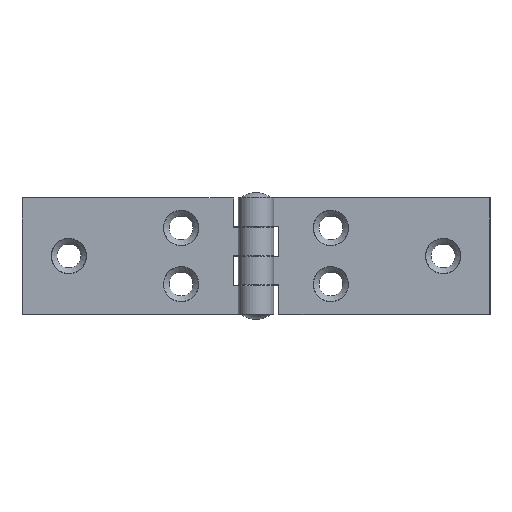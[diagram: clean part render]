
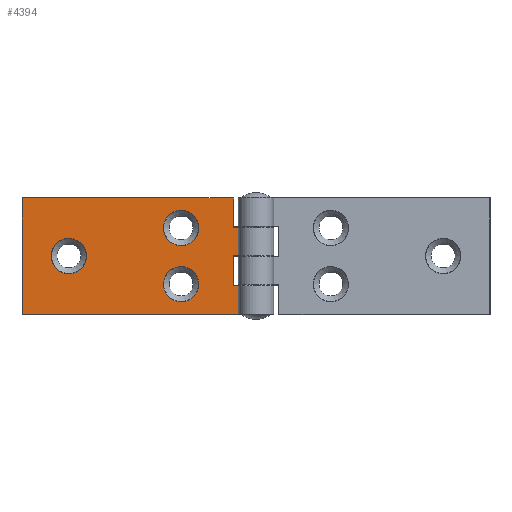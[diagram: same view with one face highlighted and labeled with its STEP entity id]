
A CAD part, top view. The second image highlights one B-rep face of the part: STEP entity #4394.
In plain terms, the highlighted planar face has unit normal (0, 0, 1).
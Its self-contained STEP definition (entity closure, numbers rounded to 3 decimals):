
#4 = DIRECTION ( 'NONE',  ( 0., 1., 0. ) ) ;
#39 = EDGE_CURVE ( 'NONE', #1486, #3345, #1908, .T. ) ;
#65 = DIRECTION ( 'NONE',  ( 0., 0., -1. ) ) ;
#107 = CARTESIAN_POINT ( 'NONE',  ( 45.1, 12.5, 1.2 ) ) ;
#141 = DIRECTION ( 'NONE',  ( 0., 0., 1. ) ) ;
#239 = VERTEX_POINT ( 'NONE', #1163 ) ;
#277 = DIRECTION ( 'NONE',  ( 0., 0., 1. ) ) ;
#303 = DIRECTION ( 'NONE',  ( 1., 0., 0. ) ) ;
#391 = AXIS2_PLACEMENT_3D ( 'NONE', #4805, #2906, #1434 ) ;
#393 = DIRECTION ( 'NONE',  ( -1., 0., 0. ) ) ;
#420 = CARTESIAN_POINT ( 'NONE',  ( 6.209, 0., 1.2 ) ) ;
#440 = DIRECTION ( 'NONE',  ( -1., 0., 0. ) ) ;
#490 = ORIENTED_EDGE ( 'NONE', *, *, #684, .F. ) ;
#497 = CARTESIAN_POINT ( 'NONE',  ( 10., 0., 1.2 ) ) ;
#522 = CARTESIAN_POINT ( 'NONE',  ( 45.3, 6.35, 1.2 ) ) ;
#523 = DIRECTION ( 'NONE',  ( -1., 0., 0. ) ) ;
#525 = VECTOR ( 'NONE', #3045, 1000. ) ;
#571 = CARTESIAN_POINT ( 'NONE',  ( 0.1, -12.4, 1.2 ) ) ;
#608 = CARTESIAN_POINT ( 'NONE',  ( 45.1, -0.1, 1.2 ) ) ;
#633 = CIRCLE ( 'NONE', #1093, 0.2 ) ;
#641 = VECTOR ( 'NONE', #1986, 1000. ) ;
#684 = EDGE_CURVE ( 'NONE', #1913, #3345, #4207, .T. ) ;
#713 = ORIENTED_EDGE ( 'NONE', *, *, #3072, .T. ) ;
#761 = LINE ( 'NONE', #3543, #4542 ) ;
#762 = DIRECTION ( 'NONE',  ( 0., -1., 0. ) ) ;
#802 = EDGE_CURVE ( 'NONE', #1913, #2759, #3600, .T. ) ;
#834 = DIRECTION ( 'NONE',  ( -1., 0., 0. ) ) ;
#884 = LINE ( 'NONE', #4926, #4795 ) ;
#896 = ORIENTED_EDGE ( 'NONE', *, *, #2744, .T. ) ;
#1011 = CARTESIAN_POINT ( 'NONE',  ( 45.2, 0.1, 1.2 ) ) ;
#1077 = VERTEX_POINT ( 'NONE', #2121 ) ;
#1093 = AXIS2_PLACEMENT_3D ( 'NONE', #2857, #277, #4787 ) ;
#1163 = CARTESIAN_POINT ( 'NONE',  ( 30.209, -6., 1.2 ) ) ;
#1184 = CARTESIAN_POINT ( 'NONE',  ( 45.2, 6.15, 1.2 ) ) ;
#1199 = ORIENTED_EDGE ( 'NONE', *, *, #4251, .F. ) ;
#1235 = CARTESIAN_POINT ( 'NONE',  ( 45.1, 6.35, 1.2 ) ) ;
#1306 = ORIENTED_EDGE ( 'NONE', *, *, #802, .T. ) ;
#1331 = EDGE_LOOP ( 'NONE', ( #2645 ) ) ;
#1367 = CARTESIAN_POINT ( 'NONE',  ( 45.3, 0.1, 1.2 ) ) ;
#1434 = DIRECTION ( 'NONE',  ( -1., 0., 0. ) ) ;
#1486 = VERTEX_POINT ( 'NONE', #4363 ) ;
#1530 = FACE_BOUND ( 'NONE', #1331, .T. ) ;
#1534 = DIRECTION ( 'NONE',  ( 1., 0., 0. ) ) ;
#1535 = LINE ( 'NONE', #3779, #2213 ) ;
#1537 = AXIS2_PLACEMENT_3D ( 'NONE', #3412, #1565, #4186 ) ;
#1539 = CIRCLE ( 'NONE', #2649, 3.791 ) ;
#1558 = VERTEX_POINT ( 'NONE', #3450 ) ;
#1565 = DIRECTION ( 'NONE',  ( 0., 0., 1. ) ) ;
#1587 = CIRCLE ( 'NONE', #1537, 0.2 ) ;
#1610 = EDGE_LOOP ( 'NONE', ( #3590 ) ) ;
#1634 = ORIENTED_EDGE ( 'NONE', *, *, #3929, .F. ) ;
#1637 = FACE_OUTER_BOUND ( 'NONE', #2240, .T. ) ;
#1706 = LINE ( 'NONE', #3780, #3697 ) ;
#1760 = EDGE_CURVE ( 'NONE', #3093, #3959, #3291, .T. ) ;
#1788 = AXIS2_PLACEMENT_3D ( 'NONE', #522, #141, #834 ) ;
#1808 = ORIENTED_EDGE ( 'NONE', *, *, #2067, .T. ) ;
#1818 = CARTESIAN_POINT ( 'NONE',  ( 0.1, 12.4, 1.2 ) ) ;
#1908 = LINE ( 'NONE', #1184, #3542 ) ;
#1910 = DIRECTION ( 'NONE',  ( -1., 0., 0. ) ) ;
#1913 = VERTEX_POINT ( 'NONE', #1235 ) ;
#1918 = CARTESIAN_POINT ( 'NONE',  ( 45.3, 6.15, 1.2 ) ) ;
#1961 = ORIENTED_EDGE ( 'NONE', *, *, #3736, .F. ) ;
#1986 = DIRECTION ( 'NONE',  ( -1., 0., 0. ) ) ;
#1988 = EDGE_CURVE ( 'NONE', #4048, #4327, #3409, .T. ) ;
#2010 = VECTOR ( 'NONE', #4, 1000. ) ;
#2020 = CARTESIAN_POINT ( 'NONE',  ( 45.2, -6.35, 1.2 ) ) ;
#2042 = DIRECTION ( 'NONE',  ( 0., -1., 0. ) ) ;
#2067 = EDGE_CURVE ( 'NONE', #3523, #3523, #3886, .T. ) ;
#2121 = CARTESIAN_POINT ( 'NONE',  ( 50., -6.35, 1.2 ) ) ;
#2194 = CARTESIAN_POINT ( 'NONE',  ( 50., -12.4, 1.2 ) ) ;
#2213 = VECTOR ( 'NONE', #762, 1000. ) ;
#2240 = EDGE_LOOP ( 'NONE', ( #1634, #713, #3669, #2725, #490, #1306, #2988, #3735, #4073, #1961, #896, #1199, #4225 ) ) ;
#2318 = VERTEX_POINT ( 'NONE', #1367 ) ;
#2343 = LINE ( 'NONE', #2020, #641 ) ;
#2374 = EDGE_CURVE ( 'NONE', #1558, #1558, #3280, .T. ) ;
#2382 = DIRECTION ( 'NONE',  ( -1., 0., 0. ) ) ;
#2551 = EDGE_CURVE ( 'NONE', #4327, #2993, #884, .T. ) ;
#2645 = ORIENTED_EDGE ( 'NONE', *, *, #2374, .T. ) ;
#2648 = EDGE_CURVE ( 'NONE', #2759, #4048, #1706, .T. ) ;
#2649 = AXIS2_PLACEMENT_3D ( 'NONE', #3432, #65, #440 ) ;
#2716 = CARTESIAN_POINT ( 'NONE',  ( 45.1, 12.4, 1.2 ) ) ;
#2725 = ORIENTED_EDGE ( 'NONE', *, *, #39, .T. ) ;
#2737 = DIRECTION ( 'NONE',  ( 0., 1., 0. ) ) ;
#2744 = EDGE_CURVE ( 'NONE', #1077, #3202, #2343, .T. ) ;
#2759 = VERTEX_POINT ( 'NONE', #2716 ) ;
#2857 = CARTESIAN_POINT ( 'NONE',  ( 45.3, -0.1, 1.2 ) ) ;
#2866 = LINE ( 'NONE', #1011, #4000 ) ;
#2906 = DIRECTION ( 'NONE',  ( 0., 0., -1. ) ) ;
#2988 = ORIENTED_EDGE ( 'NONE', *, *, #2648, .T. ) ;
#2993 = VERTEX_POINT ( 'NONE', #2194 ) ;
#3045 = DIRECTION ( 'NONE',  ( 0., -1., 0. ) ) ;
#3072 = EDGE_CURVE ( 'NONE', #2318, #4814, #2866, .T. ) ;
#3093 = VERTEX_POINT ( 'NONE', #3303 ) ;
#3173 = CARTESIAN_POINT ( 'NONE',  ( 45.2, 12.5, 1.2 ) ) ;
#3202 = VERTEX_POINT ( 'NONE', #3321 ) ;
#3266 = FACE_BOUND ( 'NONE', #1610, .T. ) ;
#3280 = CIRCLE ( 'NONE', #391, 3.791 ) ;
#3282 = EDGE_LOOP ( 'NONE', ( #1808 ) ) ;
#3291 = LINE ( 'NONE', #3374, #2010 ) ;
#3303 = CARTESIAN_POINT ( 'NONE',  ( 45.1, -6.15, 1.2 ) ) ;
#3321 = CARTESIAN_POINT ( 'NONE',  ( 45.3, -6.35, 1.2 ) ) ;
#3345 = VERTEX_POINT ( 'NONE', #1918 ) ;
#3374 = CARTESIAN_POINT ( 'NONE',  ( 45.1, 12.5, 1.2 ) ) ;
#3409 = LINE ( 'NONE', #4227, #525 ) ;
#3412 = CARTESIAN_POINT ( 'NONE',  ( 45.3, -6.15, 1.2 ) ) ;
#3432 = CARTESIAN_POINT ( 'NONE',  ( 34., -6., 1.2 ) ) ;
#3450 = CARTESIAN_POINT ( 'NONE',  ( 30.209, 6., 1.2 ) ) ;
#3523 = VERTEX_POINT ( 'NONE', #420 ) ;
#3542 = VECTOR ( 'NONE', #393, 1000. ) ;
#3543 = CARTESIAN_POINT ( 'NONE',  ( 50., 12.5, 1.2 ) ) ;
#3565 = DIRECTION ( 'NONE',  ( 0., 0., -1. ) ) ;
#3590 = ORIENTED_EDGE ( 'NONE', *, *, #3641, .T. ) ;
#3600 = LINE ( 'NONE', #107, #4754 ) ;
#3641 = EDGE_CURVE ( 'NONE', #239, #239, #1539, .T. ) ;
#3669 = ORIENTED_EDGE ( 'NONE', *, *, #4191, .F. ) ;
#3697 = VECTOR ( 'NONE', #1910, 1000. ) ;
#3735 = ORIENTED_EDGE ( 'NONE', *, *, #1988, .T. ) ;
#3736 = EDGE_CURVE ( 'NONE', #1077, #2993, #761, .T. ) ;
#3741 = CARTESIAN_POINT ( 'NONE',  ( 50., 0.1, 1.2 ) ) ;
#3779 = CARTESIAN_POINT ( 'NONE',  ( 50., 12.5, 1.2 ) ) ;
#3780 = CARTESIAN_POINT ( 'NONE',  ( 45.2, 12.4, 1.2 ) ) ;
#3877 = AXIS2_PLACEMENT_3D ( 'NONE', #3173, #4698, #523 ) ;
#3886 = CIRCLE ( 'NONE', #3987, 3.791 ) ;
#3929 = EDGE_CURVE ( 'NONE', #2318, #3959, #633, .T. ) ;
#3959 = VERTEX_POINT ( 'NONE', #608 ) ;
#3987 = AXIS2_PLACEMENT_3D ( 'NONE', #497, #3565, #2382 ) ;
#4000 = VECTOR ( 'NONE', #303, 1000. ) ;
#4048 = VERTEX_POINT ( 'NONE', #1818 ) ;
#4073 = ORIENTED_EDGE ( 'NONE', *, *, #2551, .T. ) ;
#4186 = DIRECTION ( 'NONE',  ( -1., 0., 0. ) ) ;
#4191 = EDGE_CURVE ( 'NONE', #1486, #4814, #1535, .T. ) ;
#4207 = CIRCLE ( 'NONE', #1788, 0.2 ) ;
#4225 = ORIENTED_EDGE ( 'NONE', *, *, #1760, .T. ) ;
#4227 = CARTESIAN_POINT ( 'NONE',  ( 0.1, 12.5, 1.2 ) ) ;
#4251 = EDGE_CURVE ( 'NONE', #3093, #3202, #1587, .T. ) ;
#4280 = FACE_BOUND ( 'NONE', #3282, .T. ) ;
#4327 = VERTEX_POINT ( 'NONE', #571 ) ;
#4357 = PLANE ( 'NONE',  #3877 ) ;
#4363 = CARTESIAN_POINT ( 'NONE',  ( 50., 6.15, 1.2 ) ) ;
#4394 = ADVANCED_FACE ( 'NONE', ( #1637, #4280, #1530, #3266 ), #4357, .F. ) ;
#4542 = VECTOR ( 'NONE', #2042, 1000. ) ;
#4698 = DIRECTION ( 'NONE',  ( 0., 0., -1. ) ) ;
#4754 = VECTOR ( 'NONE', #2737, 1000. ) ;
#4787 = DIRECTION ( 'NONE',  ( -1., 0., 0. ) ) ;
#4795 = VECTOR ( 'NONE', #1534, 1000. ) ;
#4805 = CARTESIAN_POINT ( 'NONE',  ( 34., 6., 1.2 ) ) ;
#4814 = VERTEX_POINT ( 'NONE', #3741 ) ;
#4926 = CARTESIAN_POINT ( 'NONE',  ( 50., -12.4, 1.2 ) ) ;
